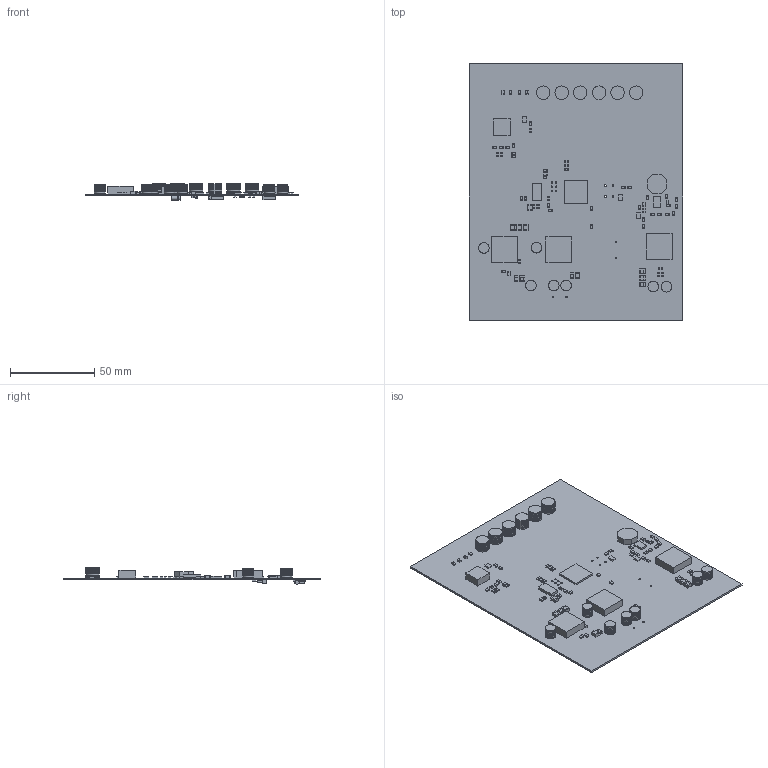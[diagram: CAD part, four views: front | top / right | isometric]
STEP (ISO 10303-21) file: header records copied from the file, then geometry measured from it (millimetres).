
FILE_DESCRIPTION(('Open CASCADE Model'),'2;1');
FILE_NAME('Open CASCADE Shape Model','2013-01-20T14:06:52',('Author'),( 'Open CASCADE'),'Open CASCADE STEP processor 6.2','Open CASCADE 6.2' ,'Unknown');
FILE_SCHEMA(('AUTOMOTIVE_DESIGN { 1 0 10303 214 1 1 1 1 }'));
Length unit declared in the file: millimetre
Products named in the file (162): PCB; Board; Kanaloa_v2.0.0_Power; 378153280; Extruded; NORKanaloa_v2.0.0_Power; 378153152; R11Kanaloa_v2.0.0_Power; 330415056; 352877008; R12Kanaloa_v2.0.0_Power; Bat2StatKanaloa_v2.0.0_Power; 440440848; Bat1StatKanaloa_v2.0.0_Power; CoutPwrPKanaloa_v2.0.0_Power; 334788400; 334788784; SUDZOR2Kanaloa_v2.0.0_Power; 425993600; SUDZOR1Kanaloa_v2.0.0_Power; U6Kanaloa_v2.0.0_Power; 425994368; C10Kanaloa_v2.0.0_Power; 334789552; 334789424; C9Kanaloa_v2.0.0_Power; C7Kanaloa_v2.0.0_Power; CoutB1_1Kanaloa_v2.0.0_Power; 352892112; CoutB2_1Kanaloa_v2.0.0_Power; CinB1_1Kanaloa_v2.0.0_Power; CinB2_1Kanaloa_v2.0.0_Power; CinB3_1Kanaloa_v2.0.0_Power; CoutSlByp2Kanaloa_v2.0.0_Power; 378154176; 378154304; CinMBypKanaloa_v2.0.0_Power; CoutMByp2Kanaloa_v2.0.0_Power; CoutSlByp1Kanaloa_v2.0.0_Power; CoutMByp1Kanaloa_v2.0.0_Power ...
Assembly tree (378 placements, depth 4):
  PCB
    Board
    Kanaloa_v2.0.0_Power
      378153280
        Extruded
    Kanaloa_v2.0.0_Power
      378153280
        Extruded
    Kanaloa_v2.0.0_Power
      378153280
        Extruded
    NORKanaloa_v2.0.0_Power
      378153152
        Extruded
    R11Kanaloa_v2.0.0_Power
      330415056  x2
        Extruded
      352877008
        Extruded
    R12Kanaloa_v2.0.0_Power
      330415056  x2
        Extruded
      352877008
        Extruded
    Bat2StatKanaloa_v2.0.0_Power
      440440848
        Extruded
      330415056  x2
        Extruded
      352877008
        Extruded
    Bat1StatKanaloa_v2.0.0_Power
      440440848
        Extruded
      330415056  x2
        Extruded
      352877008
        Extruded
    CoutPwrPKanaloa_v2.0.0_Power
      334788400  x2
        Extruded
      334788784
        Extruded
    SUDZOR2Kanaloa_v2.0.0_Power
      425993600
        Extruded
    SUDZOR1Kanaloa_v2.0.0_Power
      425993600
        Extruded
    U6Kanaloa_v2.0.0_Power
      425994368
        Extruded
    C10Kanaloa_v2.0.0_Power
      334789552  x2
        Extruded
      334789424
        Extruded
    C9Kanaloa_v2.0.0_Power
      330415056  x2
        Extruded
Bounding box: 127 x 152.4 x 9.87 mm (x, y, z)
Volume: 29571.4 mm3; surface area: 48312 mm2
Topology: 249 solids, 249 shells, 1974 faces, 4428 edges, 2952 vertices
Faces by surface type: plane 1958, cylinder 16
Full cylindrical faces by diameter (mm): 0.762 x2, 0.889 x2, 0.9 x6, 1 x4, 2.54 x1, 2.591 x1
Entity records: 20915 total; most frequent: DIRECTION 3242, CARTESIAN_POINT 3015, LINE 1840, VECTOR 1840, ORIENTED_EDGE 1272, PCURVE 1272, DEFINITIONAL_REPRESENTATION 1272, AXIS2_PLACEMENT_3D 687
